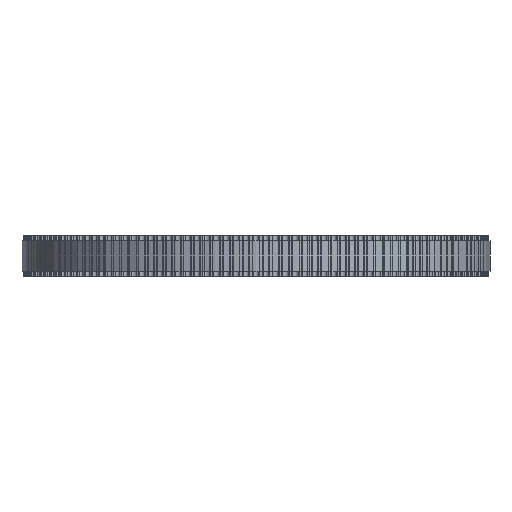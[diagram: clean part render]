
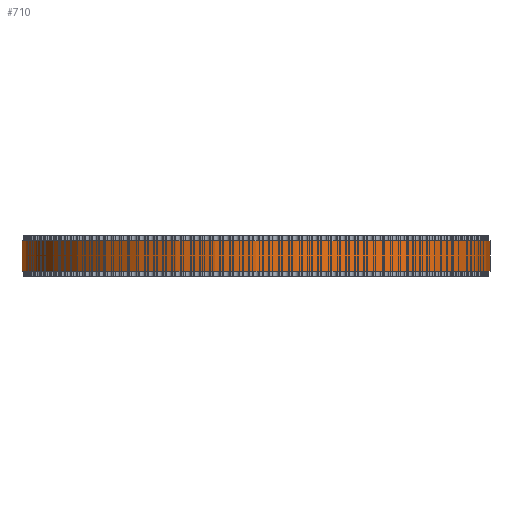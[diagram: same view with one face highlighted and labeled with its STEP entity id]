
A CAD part, front view. The second image highlights one B-rep face of the part: STEP entity #710.
In plain terms, the highlighted cylindrical face has radius 46.792 mm (diameter 93.583 mm), a full revolution.
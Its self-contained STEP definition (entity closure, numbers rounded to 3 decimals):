
#97=FACE_BOUND('',#2480,.T.);
#98=FACE_BOUND('',#2481,.T.);
#710=ADVANCED_FACE('',(#97,#98),#1299,.T.);
#1299=CYLINDRICAL_SURFACE('',#13079,46.792);
#2480=EDGE_LOOP('',(#7186));
#2481=EDGE_LOOP('',(#7187));
#7186=ORIENTED_EDGE('',*,*,#10130,.T.);
#7187=ORIENTED_EDGE('',*,*,#10131,.T.);
#8364=VERTEX_POINT('',#20740);
#8365=VERTEX_POINT('',#20742);
#10130=EDGE_CURVE('',#8364,#8364,#11308,.T.);
#10131=EDGE_CURVE('',#8365,#8365,#11309,.T.);
#11308=CIRCLE('',#13077,46.792);
#11309=CIRCLE('',#13078,46.792);
#13077=AXIS2_PLACEMENT_3D('',#20739,#17202,#17203);
#13078=AXIS2_PLACEMENT_3D('',#20741,#17204,#17205);
#13079=AXIS2_PLACEMENT_3D('',#20743,#17206,#17207);
#17202=DIRECTION('',(0.,0.,1.));
#17203=DIRECTION('',(1.,0.,0.));
#17204=DIRECTION('',(0.,0.,-1.));
#17205=DIRECTION('',(1.,0.,0.));
#17206=DIRECTION('',(0.,0.,1.));
#17207=DIRECTION('',(1.,0.,0.));
#20739=CARTESIAN_POINT('',(0.,0.,1.));
#20740=CARTESIAN_POINT('',(46.792,0.,1.));
#20741=CARTESIAN_POINT('',(0.,0.,7.));
#20742=CARTESIAN_POINT('',(46.792,0.,7.));
#20743=CARTESIAN_POINT('',(0.,0.,1.));
